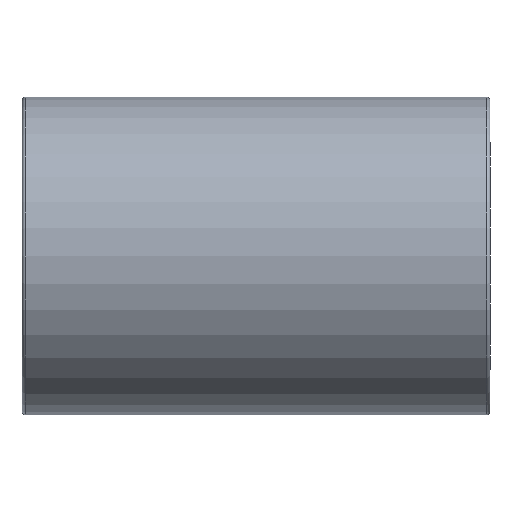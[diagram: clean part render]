
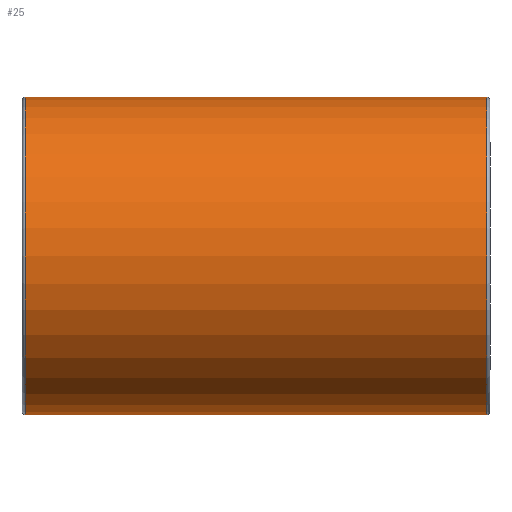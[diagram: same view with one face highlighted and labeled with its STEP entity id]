
A CAD part, front view. The second image highlights one B-rep face of the part: STEP entity #25.
In plain terms, the highlighted cylindrical face has radius 9.5 mm (diameter 19 mm), a partial arc.
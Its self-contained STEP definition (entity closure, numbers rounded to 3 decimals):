
#25 = ADVANCED_FACE ( 'NONE', ( #274 ), #269, .T. ) ;
#38 = AXIS2_PLACEMENT_3D ( 'NONE', #156, #154, #153 ) ;
#46 = AXIS2_PLACEMENT_3D ( 'NONE', #143, #152, #176 ) ;
#49 = AXIS2_PLACEMENT_3D ( 'NONE', #99, #138, #105 ) ;
#52 = EDGE_CURVE ( 'NONE', #116, #106, #350, .T. ) ;
#57 = EDGE_CURVE ( 'NONE', #106, #109, #236, .T. ) ;
#62 = EDGE_CURVE ( 'NONE', #109, #147, #238, .T. ) ;
#69 = EDGE_CURVE ( 'NONE', #116, #147, #237, .T. ) ;
#79 = CARTESIAN_POINT ( 'NONE',  ( 13.8, 0., -9.5 ) ) ;
#90 = CARTESIAN_POINT ( 'NONE',  ( -13.8, 0., -9.5 ) ) ;
#99 = CARTESIAN_POINT ( 'NONE',  ( -68.332, 0., 0. ) ) ;
#105 = DIRECTION ( 'NONE',  ( 0., 0., 1. ) ) ;
#106 = VERTEX_POINT ( 'NONE', #146 ) ;
#109 = VERTEX_POINT ( 'NONE', #193 ) ;
#116 = VERTEX_POINT ( 'NONE', #79 ) ;
#138 = DIRECTION ( 'NONE',  ( -1., 0., 0. ) ) ;
#143 = CARTESIAN_POINT ( 'NONE',  ( 13.8, 0., 0. ) ) ;
#146 = CARTESIAN_POINT ( 'NONE',  ( 13.8, 0., 9.5 ) ) ;
#147 = VERTEX_POINT ( 'NONE', #90 ) ;
#151 = CARTESIAN_POINT ( 'NONE',  ( -68.332, 0., 9.5 ) ) ;
#152 = DIRECTION ( 'NONE',  ( -1., 0., 0. ) ) ;
#153 = DIRECTION ( 'NONE',  ( 0., 0., -1. ) ) ;
#154 = DIRECTION ( 'NONE',  ( 1., 0., 0. ) ) ;
#156 = CARTESIAN_POINT ( 'NONE',  ( -13.8, 0., 0. ) ) ;
#163 = DIRECTION ( 'NONE',  ( -1., 0., 0. ) ) ;
#176 = DIRECTION ( 'NONE',  ( 0., 0., 1. ) ) ;
#193 = CARTESIAN_POINT ( 'NONE',  ( -13.8, 0., 9.5 ) ) ;
#197 = CARTESIAN_POINT ( 'NONE',  ( -68.332, 0., -9.5 ) ) ;
#200 = DIRECTION ( 'NONE',  ( -1., 0., 0. ) ) ;
#236 = LINE ( 'NONE', #151, #286 ) ;
#237 = LINE ( 'NONE', #197, #244 ) ;
#238 = CIRCLE ( 'NONE', #38, 9.5 ) ;
#244 = VECTOR ( 'NONE', #200, 1000. ) ;
#269 = CYLINDRICAL_SURFACE ( 'NONE', #49, 9.5 ) ;
#274 = FACE_OUTER_BOUND ( 'NONE', #320, .T. ) ;
#286 = VECTOR ( 'NONE', #163, 1000. ) ;
#290 = ORIENTED_EDGE ( 'NONE', *, *, #69, .F. ) ;
#320 = EDGE_LOOP ( 'NONE', ( #290, #329, #328, #330 ) ) ;
#328 = ORIENTED_EDGE ( 'NONE', *, *, #57, .T. ) ;
#329 = ORIENTED_EDGE ( 'NONE', *, *, #52, .T. ) ;
#330 = ORIENTED_EDGE ( 'NONE', *, *, #62, .T. ) ;
#350 = CIRCLE ( 'NONE', #46, 9.5 ) ;
